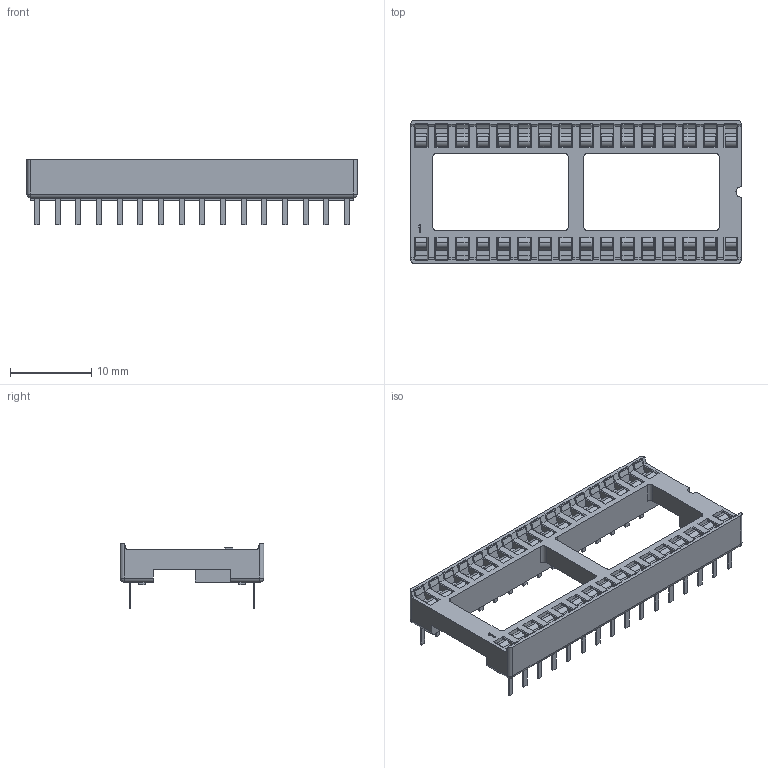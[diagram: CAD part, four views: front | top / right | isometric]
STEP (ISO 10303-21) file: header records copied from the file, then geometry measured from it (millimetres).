
FILE_DESCRIPTION(('STEP AP242'),'1');
FILE_NAME('1-390262-3.stp','2023-05-06T16:10:43',('TraceParts'),('TraceParts S.A.'),'Spatial InterOp 3D',' ',' ');
FILE_SCHEMA(('AP242_MANAGED_MODEL_BASED_3D_ENGINEERING_MIM_LF {1 0 10303 442 1 1 4}'));
Length unit declared in the file: millimetre
Products named in the file (1): 1-390262-3
Bounding box: 40.64 x 17.7 x 8.1 mm (x, y, z)
Volume: 1485.1 mm3; surface area: 2419.4 mm2
Topology: 1 solids, 1 shells, 1079 faces, 3050 edges, 1972 vertices
Faces by surface type: plane 927, cylinder 148, sphere 4
Entity records: 34379 total; most frequent: CARTESIAN_POINT 6102, ORIENTED_EDGE 6100, DIRECTION 5506, EDGE_CURVE 3050, LINE 2754, VECTOR 2754, VERTEX_POINT 1972, AXIS2_PLACEMENT_3D 1376
